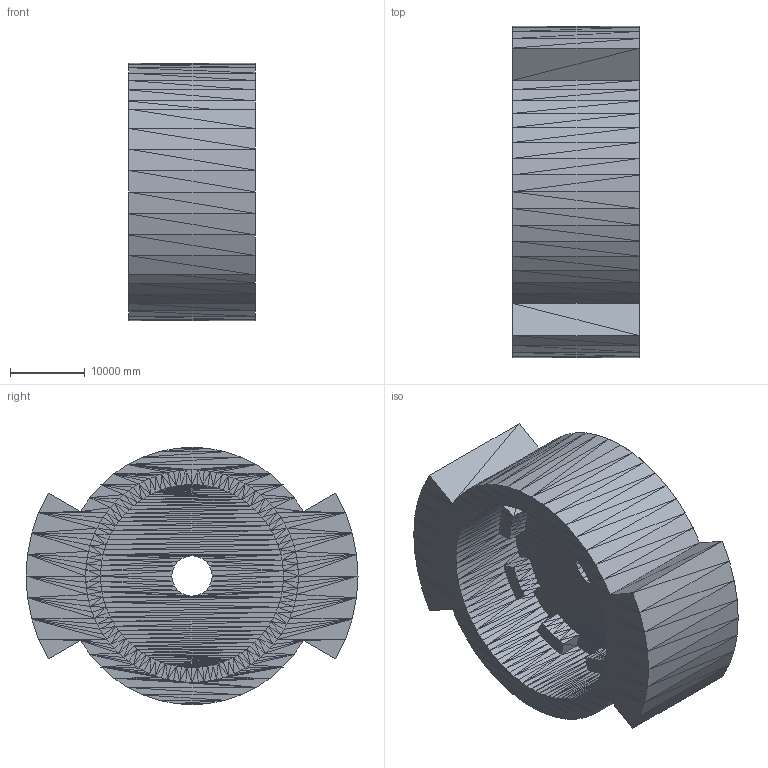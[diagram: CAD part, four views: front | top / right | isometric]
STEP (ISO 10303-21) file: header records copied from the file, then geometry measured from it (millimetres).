
FILE_DESCRIPTION(('FreeCAD Model'),'2;1');
FILE_NAME('Open CASCADE Shape Model','2024-02-27T23:04:31',(''),(''), 'Open CASCADE STEP processor 7.6','FreeCAD','Unknown');
FILE_SCHEMA(('AUTOMOTIVE_DESIGN { 1 0 10303 214 1 1 1 1 }'));
Products named in the file (1): SinglePart001001
Bounding box: 17000 x 44500.03 x 34500 mm (x, y, z)
Surface area: 5780531456.9 mm2 (no closed solid volume)
Topology: 0 solids, 1114 shells, 1114 faces, 3342 edges, 3342 vertices
Faces by surface type: plane 1114
Entity records: 71315 total; most frequent: CARTESIAN_POINT 11141, DIRECTION 8914, LINE 6684, VECTOR 6684, ORIENTED_EDGE 3342, EDGE_CURVE 3342, VERTEX_POINT 3342, SURFACE_CURVE 3342
